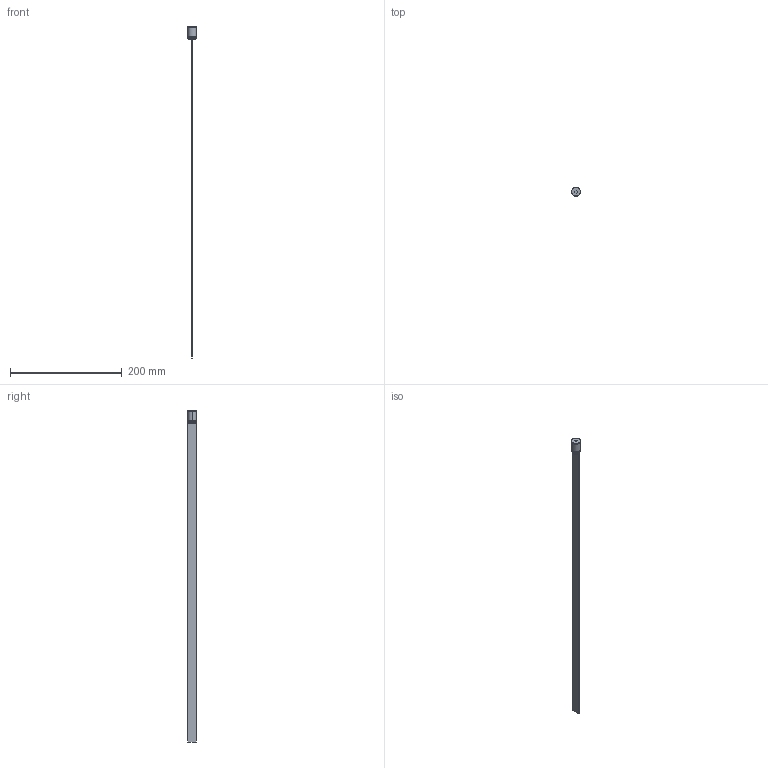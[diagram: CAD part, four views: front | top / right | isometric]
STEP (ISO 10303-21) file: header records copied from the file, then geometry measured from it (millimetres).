
FILE_DESCRIPTION (( 'STEP AP203' ), '1' );
FILE_NAME ('9d10.STEP', '2023-09-26T17:19:14', ( '' ), ( '' ), 'SwSTEP 2.0', 'SolidWorks 2019', '' );
FILE_SCHEMA (( 'CONFIG_CONTROL_DESIGN' ));
Length unit declared in the file: millimetre
Products named in the file (1): 9d10
Bounding box: 16 x 16 x 594 mm (x, y, z)
Volume: 14160 mm3; surface area: 21896.6 mm2
Topology: 3 solids, 3 shells, 75 faces, 159 edges, 95 vertices
Faces by surface type: plane 33, cylinder 19, torus 14, cone 9
Entity records: 2083 total; most frequent: DIRECTION 384, CARTESIAN_POINT 342, ORIENTED_EDGE 318, EDGE_CURVE 159, AXIS2_PLACEMENT_3D 153, VERTEX_POINT 95, EDGE_LOOP 80, LINE 78
